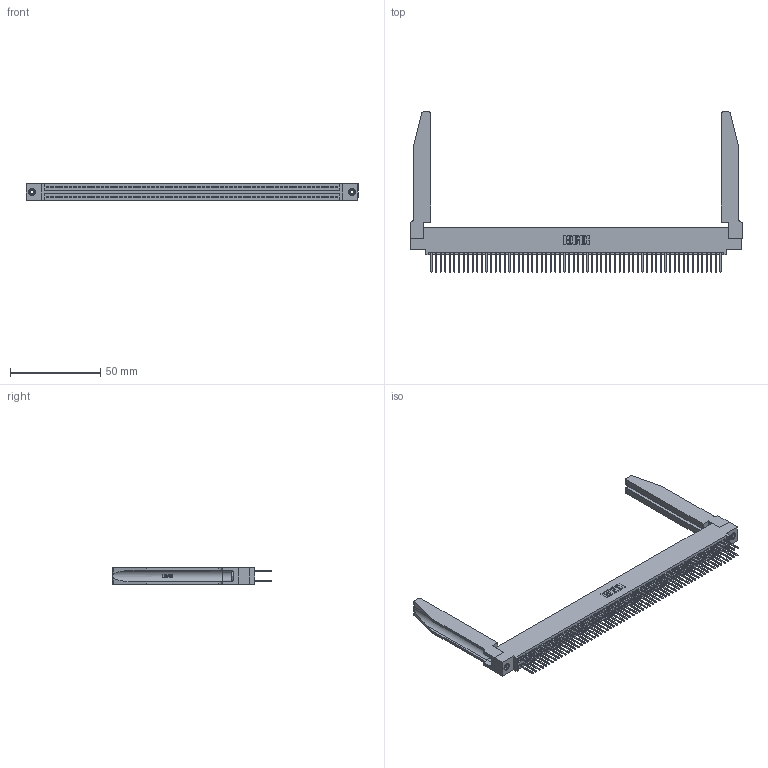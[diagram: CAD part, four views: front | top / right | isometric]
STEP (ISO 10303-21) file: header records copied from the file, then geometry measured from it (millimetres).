
FILE_DESCRIPTION (( 'STEP AP203' ), '1' );
FILE_NAME ('395-128-523-578.STEP', '2019-10-28T18:19:49', ( '' ), ( '' ), 'SwSTEP 2.0', 'SolidWorks 2016', '' );
FILE_SCHEMA (( 'CONFIG_CONTROL_DESIGN' ));
Length unit declared in the file: inch
Products named in the file (5): 345-220-078_345-220-078; 395-128-523-578; 345 Part_0.110 Offset - 0.156 Dia-TH; 345-292-001_345-293-123; 345-250-001_345-250-001-102
Assembly tree (133 placements, depth 2):
  395-128-523-578
    345 Part_0.110 Offset - 0.156 Dia-TH
    345-292-001_345-293-123  x128
    345-250-001_345-250-001-102  x2
    345-220-078_345-220-078  x2
Bounding box: 183.79 x 88.57 x 9.4 mm (x, y, z)
Volume: 26017.6 mm3; surface area: 35506.6 mm2
Topology: 133 solids, 133 shells, 6764 faces, 20033 edges, 13174 vertices
Faces by surface type: plane 4450, cylinder 2262, bspline 36, cone 12, torus 4
Entity records: 52144 total; most frequent: CARTESIAN_POINT 9639, ORIENTED_EDGE 8470, DIRECTION 7465, EDGE_CURVE 4235, VECTOR 3753, LINE 3753, VERTEX_POINT 2816, AXIS2_PLACEMENT_3D 1856
